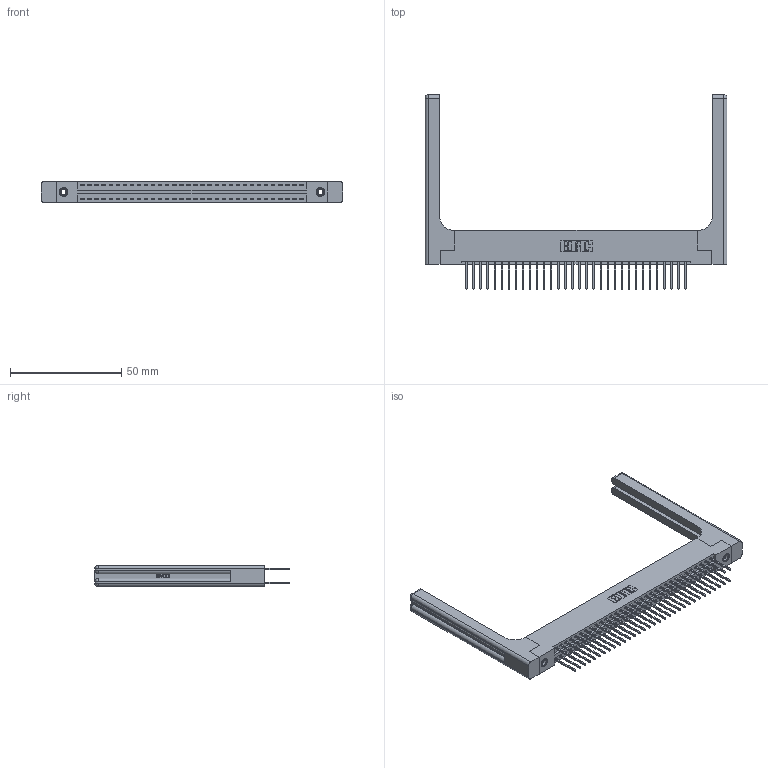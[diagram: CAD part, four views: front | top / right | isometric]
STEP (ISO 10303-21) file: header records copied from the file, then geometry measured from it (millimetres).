
FILE_DESCRIPTION (( 'STEP AP203' ), '1' );
FILE_NAME ('346-064-522-258.STEP', '2022-05-24T15:10:29', ( '' ), ( '' ), 'SwSTEP 2.0', 'SolidWorks 2020', '' );
FILE_SCHEMA (( 'CONFIG_CONTROL_DESIGN' ));
Length unit declared in the file: inch
Products named in the file (5): 346-064-522-258; 346 Part_Flush Mounting Lugs - 0.156 Dia-TH; 346-220-058_345-220-058; 345-292-001_345-293-122; 345-250-001_345-250-001-102
Assembly tree (69 placements, depth 2):
  346-064-522-258
    346 Part_Flush Mounting Lugs - 0.156 Dia-TH
    345-292-001_345-293-122  x64
    345-250-001_345-250-001-102  x2
    346-220-058_345-220-058  x2
Bounding box: 135.66 x 87.38 x 9.4 mm (x, y, z)
Volume: 20791.1 mm3; surface area: 23887.8 mm2
Topology: 69 solids, 69 shells, 3720 faces, 10951 edges, 7194 vertices
Faces by surface type: plane 2478, cylinder 1182, bspline 36, cone 12, sphere 8, torus 4
Entity records: 27846 total; most frequent: CARTESIAN_POINT 5615, ORIENTED_EDGE 4344, DIRECTION 3932, EDGE_CURVE 2172, VECTOR 1820, LINE 1820, VERTEX_POINT 1438, AXIS2_PLACEMENT_3D 1056
